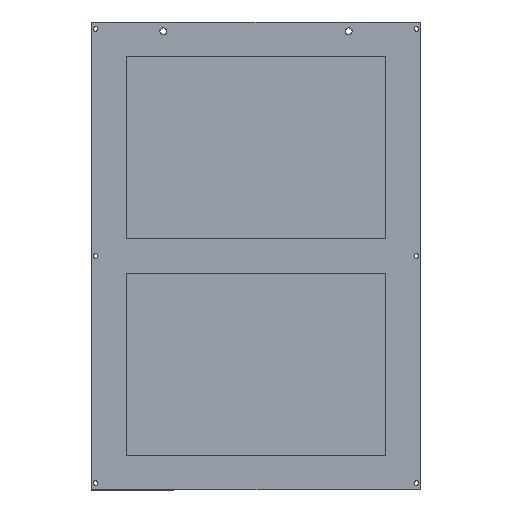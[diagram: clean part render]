
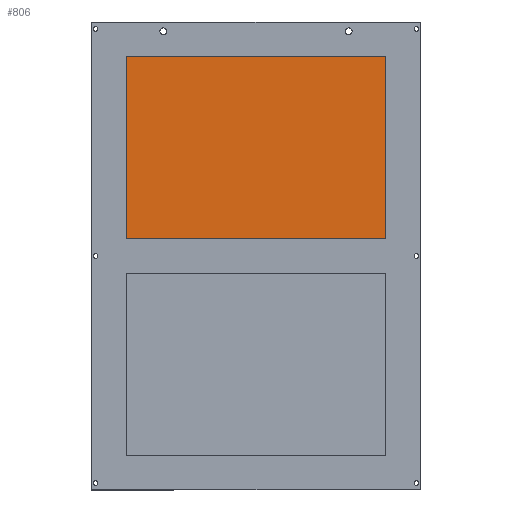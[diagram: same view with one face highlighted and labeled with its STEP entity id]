
A CAD part, top view. The second image highlights one B-rep face of the part: STEP entity #806.
In plain terms, the highlighted planar face has unit normal (0, 0, 1).
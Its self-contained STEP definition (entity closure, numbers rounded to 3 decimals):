
#39 = VERTEX_POINT ( 'NONE', #220 ) ;
#49 = AXIS2_PLACEMENT_3D ( 'NONE', #278, #527, #605 ) ;
#100 = ORIENTED_EDGE ( 'NONE', *, *, #160, .F. ) ;
#119 = VECTOR ( 'NONE', #415, 1000. ) ;
#160 = EDGE_CURVE ( 'NONE', #791, #586, #1034, .T. ) ;
#200 = EDGE_CURVE ( 'NONE', #39, #791, #694, .T. ) ;
#220 = CARTESIAN_POINT ( 'NONE',  ( -290., 27.5, 0. ) ) ;
#278 = CARTESIAN_POINT ( 'NONE',  ( 0., 0., 0. ) ) ;
#291 = VECTOR ( 'NONE', #394, 1000. ) ;
#296 = CARTESIAN_POINT ( 'NONE',  ( -290., 440., 0. ) ) ;
#394 = DIRECTION ( 'NONE',  ( 1., 0., 0. ) ) ;
#395 = LINE ( 'NONE', #745, #546 ) ;
#405 = VERTEX_POINT ( 'NONE', #540 ) ;
#408 = VECTOR ( 'NONE', #499, 1000. ) ;
#411 = EDGE_LOOP ( 'NONE', ( #669, #100, #770, #1077 ) ) ;
#413 = CARTESIAN_POINT ( 'NONE',  ( 290., 440., 0. ) ) ;
#415 = DIRECTION ( 'NONE',  ( 0., 1., 0. ) ) ;
#427 = FACE_OUTER_BOUND ( 'NONE', #411, .T. ) ;
#461 = LINE ( 'NONE', #413, #408 ) ;
#499 = DIRECTION ( 'NONE',  ( 0., -1., 0. ) ) ;
#527 = DIRECTION ( 'NONE',  ( 0., 0., -1. ) ) ;
#540 = CARTESIAN_POINT ( 'NONE',  ( 290., 27.5, 0. ) ) ;
#546 = VECTOR ( 'NONE', #562, 1000. ) ;
#562 = DIRECTION ( 'NONE',  ( -1., 0., 0. ) ) ;
#586 = VERTEX_POINT ( 'NONE', #1042 ) ;
#605 = DIRECTION ( 'NONE',  ( -1., 0., 0. ) ) ;
#669 = ORIENTED_EDGE ( 'NONE', *, *, #957, .F. ) ;
#694 = LINE ( 'NONE', #735, #119 ) ;
#735 = CARTESIAN_POINT ( 'NONE',  ( -290., 27.5, 0. ) ) ;
#745 = CARTESIAN_POINT ( 'NONE',  ( 290., 27.5, 0. ) ) ;
#770 = ORIENTED_EDGE ( 'NONE', *, *, #200, .F. ) ;
#791 = VERTEX_POINT ( 'NONE', #296 ) ;
#806 = ADVANCED_FACE ( 'NONE', ( #427 ), #1056, .F. ) ;
#816 = EDGE_CURVE ( 'NONE', #405, #39, #395, .T. ) ;
#957 = EDGE_CURVE ( 'NONE', #586, #405, #461, .T. ) ;
#1034 = LINE ( 'NONE', #1080, #291 ) ;
#1042 = CARTESIAN_POINT ( 'NONE',  ( 290., 440., 0. ) ) ;
#1056 = PLANE ( 'NONE',  #49 ) ;
#1077 = ORIENTED_EDGE ( 'NONE', *, *, #816, .F. ) ;
#1080 = CARTESIAN_POINT ( 'NONE',  ( -290., 440., 0. ) ) ;
